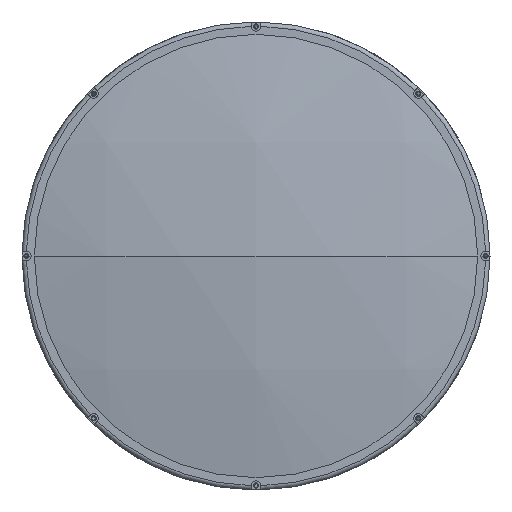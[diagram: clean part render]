
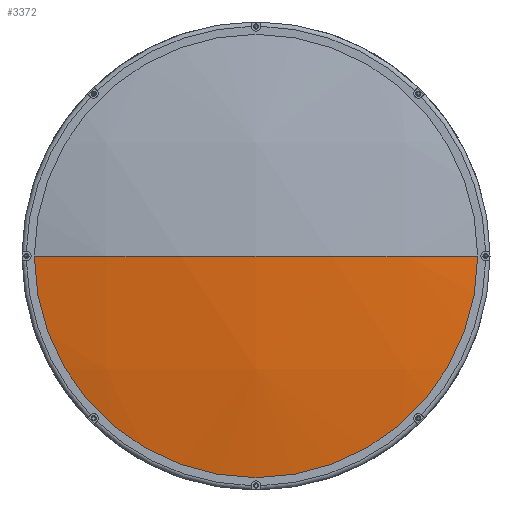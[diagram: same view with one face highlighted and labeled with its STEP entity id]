
A CAD part, left-side view. The second image highlights one B-rep face of the part: STEP entity #3372.
In plain terms, the highlighted spherical face has radius 786 mm.
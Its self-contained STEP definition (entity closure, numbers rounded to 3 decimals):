
#665 = CARTESIAN_POINT ( 'NONE',  ( -1056.88, -154.5, 0. ) ) ;
#945 = EDGE_CURVE ( 'NONE', #4799, #5611, #4248, .T. ) ;
#1012 = CARTESIAN_POINT ( 'NONE',  ( -286.214, 0., 0. ) ) ;
#1054 = DIRECTION ( 'NONE',  ( 0., 0., -1. ) ) ;
#1620 = ORIENTED_EDGE ( 'NONE', *, *, #945, .T. ) ;
#1706 = ORIENTED_EDGE ( 'NONE', *, *, #7390, .T. ) ;
#1713 = EDGE_CURVE ( 'NONE', #4799, #7899, #7615, .T. ) ;
#2094 = FACE_OUTER_BOUND ( 'NONE', #5621, .T. ) ;
#2998 = CARTESIAN_POINT ( 'NONE',  ( -286.214, 0., 0. ) ) ;
#3063 = DIRECTION ( 'NONE',  ( 1., 0., 0. ) ) ;
#3180 = DIRECTION ( 'NONE',  ( 0., 1., 0. ) ) ;
#3338 = DIRECTION ( 'NONE',  ( 0., 0., 1. ) ) ;
#3372 = ADVANCED_FACE ( 'NONE', ( #2094 ), #3887, .T. ) ;
#3887 = SPHERICAL_SURFACE ( 'NONE', #3954, 786. ) ;
#3954 = AXIS2_PLACEMENT_3D ( 'NONE', #7847, #1054, #3180 ) ;
#4025 = CARTESIAN_POINT ( 'NONE',  ( -1056.88, 0., 0. ) ) ;
#4248 = CIRCLE ( 'NONE', #8738, 154.5 ) ;
#4513 = ORIENTED_EDGE ( 'NONE', *, *, #1713, .F. ) ;
#4772 = CARTESIAN_POINT ( 'NONE',  ( -1072.214, 0., 0. ) ) ;
#4799 = VERTEX_POINT ( 'NONE', #8071 ) ;
#5611 = VERTEX_POINT ( 'NONE', #665 ) ;
#5621 = EDGE_LOOP ( 'NONE', ( #1620, #1706, #4513 ) ) ;
#6449 = AXIS2_PLACEMENT_3D ( 'NONE', #1012, #7748, #3063 ) ;
#6452 = AXIS2_PLACEMENT_3D ( 'NONE', #2998, #7692, #8386 ) ;
#6841 = CIRCLE ( 'NONE', #6452, 786. ) ;
#7390 = EDGE_CURVE ( 'NONE', #5611, #7899, #6841, .T. ) ;
#7615 = CIRCLE ( 'NONE', #6449, 786. ) ;
#7692 = DIRECTION ( 'NONE',  ( 0., 0., -1. ) ) ;
#7748 = DIRECTION ( 'NONE',  ( 0., 0., 1. ) ) ;
#7847 = CARTESIAN_POINT ( 'NONE',  ( -286.214, 0., 0. ) ) ;
#7899 = VERTEX_POINT ( 'NONE', #4772 ) ;
#8039 = DIRECTION ( 'NONE',  ( -1., 0., 0. ) ) ;
#8071 = CARTESIAN_POINT ( 'NONE',  ( -1056.88, 154.5, 0. ) ) ;
#8386 = DIRECTION ( 'NONE',  ( 0., 1., 0. ) ) ;
#8738 = AXIS2_PLACEMENT_3D ( 'NONE', #4025, #8039, #3338 ) ;
